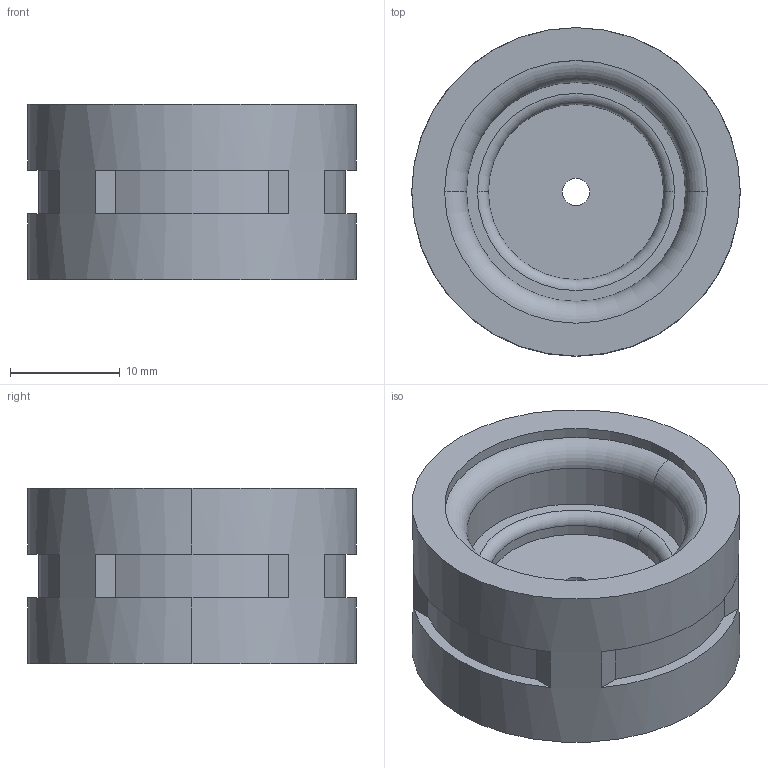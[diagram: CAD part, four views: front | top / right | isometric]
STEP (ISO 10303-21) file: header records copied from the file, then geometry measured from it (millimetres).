
FILE_DESCRIPTION (( 'STEP AP203' ), '1' );
FILE_NAME ('6.) Wheel 2.1.STEP', '2023-09-26T15:40:46', ( '' ), ( '' ), 'SwSTEP 2.0', 'SolidWorks 2023', '' );
FILE_SCHEMA (( 'CONFIG_CONTROL_DESIGN' ));
Length unit declared in the file: millimetre
Products named in the file (1): 6.) Wheel 2.1
Bounding box: 30 x 30 x 16 mm (x, y, z)
Volume: 7930.2 mm3; surface area: 3660.8 mm2
Topology: 1 solids, 1 shells, 47 faces, 111 edges, 72 vertices
Faces by surface type: plane 26, cylinder 17, torus 4
Entity records: 1450 total; most frequent: DIRECTION 259, CARTESIAN_POINT 231, ORIENTED_EDGE 222, EDGE_CURVE 111, AXIS2_PLACEMENT_3D 100, VERTEX_POINT 72, LINE 59, VECTOR 59
